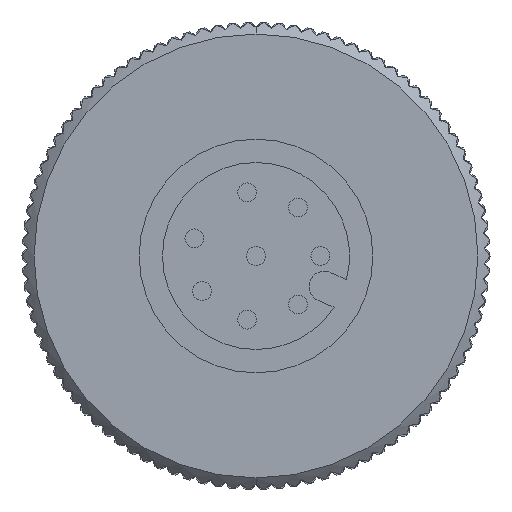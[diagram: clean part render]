
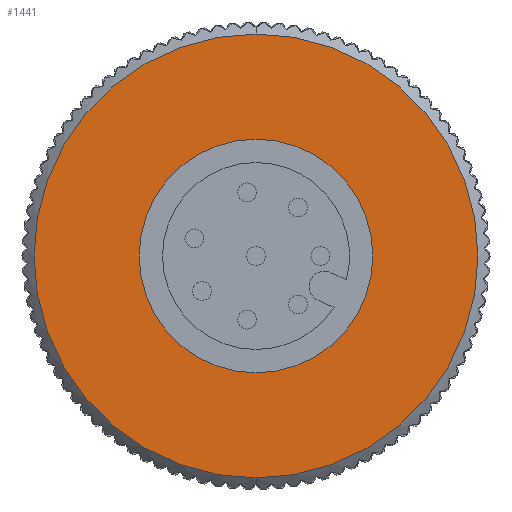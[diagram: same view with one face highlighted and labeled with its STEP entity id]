
A CAD part, front view. The second image highlights one B-rep face of the part: STEP entity #1441.
In plain terms, the highlighted planar face has unit normal (0, -1, 0).
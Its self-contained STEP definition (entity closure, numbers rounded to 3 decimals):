
#347 = EDGE_LOOP ( 'NONE', ( #5992, #19271 ) ) ;
#550 = AXIS2_PLACEMENT_3D ( 'NONE', #20907, #9250, #12628 ) ;
#1179 = CARTESIAN_POINT ( 'NONE',  ( 0., -14.8, 9.5 ) ) ;
#1441 = ADVANCED_FACE ( 'NONE', ( #13897, #18341 ), #18312, .T. ) ;
#1502 = CARTESIAN_POINT ( 'NONE',  ( 0., -14.8, 7.25 ) ) ;
#1510 = AXIS2_PLACEMENT_3D ( 'NONE', #15415, #3507, #15185 ) ;
#2448 = EDGE_CURVE ( 'NONE', #18035, #6047, #21194, .T. ) ;
#2602 = AXIS2_PLACEMENT_3D ( 'NONE', #1502, #18604, #8647 ) ;
#2630 = CIRCLE ( 'NONE', #13672, 5. ) ;
#3507 = DIRECTION ( 'NONE',  ( 0., 1., 0. ) ) ;
#5894 = CARTESIAN_POINT ( 'NONE',  ( 0., -14.8, -5. ) ) ;
#5992 = ORIENTED_EDGE ( 'NONE', *, *, #7037, .F. ) ;
#6047 = VERTEX_POINT ( 'NONE', #5894 ) ;
#6965 = EDGE_LOOP ( 'NONE', ( #12588, #16891 ) ) ;
#7037 = EDGE_CURVE ( 'NONE', #13733, #15279, #7515, .T. ) ;
#7515 = CIRCLE ( 'NONE', #550, 9.5 ) ;
#7837 = CARTESIAN_POINT ( 'NONE',  ( 0., -14.8, 0. ) ) ;
#8614 = DIRECTION ( 'NONE',  ( 0., 0., 1. ) ) ;
#8647 = DIRECTION ( 'NONE',  ( 0., 0., -1. ) ) ;
#9250 = DIRECTION ( 'NONE',  ( 0., 1., 0. ) ) ;
#9512 = EDGE_CURVE ( 'NONE', #15279, #13733, #13969, .T. ) ;
#11206 = EDGE_CURVE ( 'NONE', #6047, #18035, #2630, .T. ) ;
#12588 = ORIENTED_EDGE ( 'NONE', *, *, #2448, .T. ) ;
#12628 = DIRECTION ( 'NONE',  ( 0., 0., 1. ) ) ;
#12825 = AXIS2_PLACEMENT_3D ( 'NONE', #7837, #21251, #17935 ) ;
#13672 = AXIS2_PLACEMENT_3D ( 'NONE', #17087, #18569, #8614 ) ;
#13733 = VERTEX_POINT ( 'NONE', #1179 ) ;
#13897 = FACE_BOUND ( 'NONE', #6965, .T. ) ;
#13969 = CIRCLE ( 'NONE', #12825, 9.5 ) ;
#15185 = DIRECTION ( 'NONE',  ( 0., 0., 1. ) ) ;
#15279 = VERTEX_POINT ( 'NONE', #18075 ) ;
#15415 = CARTESIAN_POINT ( 'NONE',  ( 0., -14.8, 0. ) ) ;
#16891 = ORIENTED_EDGE ( 'NONE', *, *, #11206, .T. ) ;
#17087 = CARTESIAN_POINT ( 'NONE',  ( 0., -14.8, 0. ) ) ;
#17935 = DIRECTION ( 'NONE',  ( 0., 0., 1. ) ) ;
#18035 = VERTEX_POINT ( 'NONE', #20884 ) ;
#18075 = CARTESIAN_POINT ( 'NONE',  ( 0., -14.8, -9.5 ) ) ;
#18312 = PLANE ( 'NONE',  #2602 ) ;
#18341 = FACE_OUTER_BOUND ( 'NONE', #347, .T. ) ;
#18569 = DIRECTION ( 'NONE',  ( 0., 1., 0. ) ) ;
#18604 = DIRECTION ( 'NONE',  ( 0., -1., 0. ) ) ;
#19271 = ORIENTED_EDGE ( 'NONE', *, *, #9512, .F. ) ;
#20884 = CARTESIAN_POINT ( 'NONE',  ( 0., -14.8, 5. ) ) ;
#20907 = CARTESIAN_POINT ( 'NONE',  ( 0., -14.8, 0. ) ) ;
#21194 = CIRCLE ( 'NONE', #1510, 5. ) ;
#21251 = DIRECTION ( 'NONE',  ( 0., 1., 0. ) ) ;
